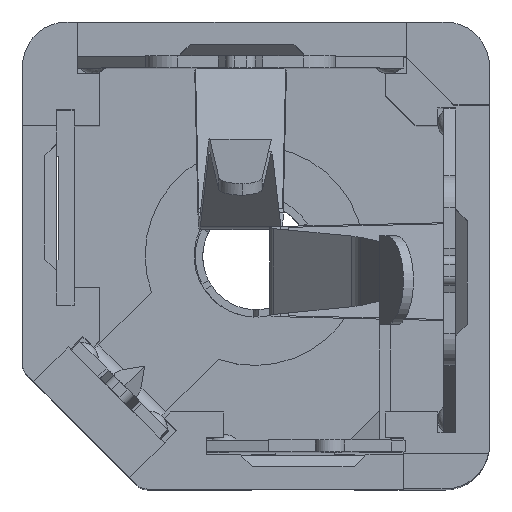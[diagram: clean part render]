
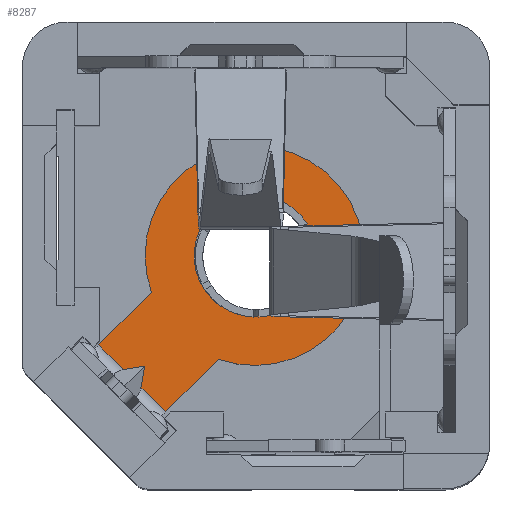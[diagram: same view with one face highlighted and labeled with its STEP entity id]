
A CAD part, top view. The second image highlights one B-rep face of the part: STEP entity #8287.
In plain terms, the highlighted planar face has unit normal (0, 0, 1).
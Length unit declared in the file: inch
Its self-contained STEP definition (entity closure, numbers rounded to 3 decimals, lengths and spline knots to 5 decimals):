
#8177=CARTESIAN_POINT('',(0.1622,-0.03418,0.09843));
#8178=VERTEX_POINT('',#8177);
#8185=CARTESIAN_POINT('',(0.13416,-0.039,0.09843));
#8186=VERTEX_POINT('',#8185);
#8187=CARTESIAN_POINT('',(0.13416,-0.039,0.09843));
#8188=DIRECTION('',(0.986,0.169,0.));
#8189=VECTOR('',#8188,0.02845);
#8190=LINE('',#8187,#8189);
#8191=EDGE_CURVE('',#8186,#8178,#8190,.T.);
#8209=CARTESIAN_POINT('',(0.15739,-0.06222,0.09843));
#8210=VERTEX_POINT('',#8209);
#8218=CARTESIAN_POINT('',(0.1622,-0.03418,0.09843));
#8219=DIRECTION('',(-0.169,-0.986,0.));
#8220=VECTOR('',#8219,0.02845);
#8221=LINE('',#8218,#8220);
#8222=EDGE_CURVE('',#8178,#8210,#8221,.T.);
#8228=CARTESIAN_POINT('',(0.1917,-0.00469,0.09843));
#8229=DIRECTION('',(0.0,0.0,1.0));
#8230=DIRECTION('',(-0.707,-0.707,0.0));
#8231=AXIS2_PLACEMENT_3D('',#8228,#8229,#8230);
#8232=PLANE('',#8231);
#8233=ORIENTED_EDGE('',*,*,#8191,.T.);
#8234=ORIENTED_EDGE('',*,*,#8222,.T.);
#8235=CARTESIAN_POINT('',(0.19032,-0.09515,0.09843));
#8236=VERTEX_POINT('',#8235);
#8237=CARTESIAN_POINT('',(0.19032,-0.09515,0.09843));
#8238=DIRECTION('',(-0.707,0.707,0.));
#8239=VECTOR('',#8238,0.04657);
#8240=LINE('',#8237,#8239);
#8241=EDGE_CURVE('',#8236,#8210,#8240,.T.);
#8242=ORIENTED_EDGE('',*,*,#8241,.F.);
#8243=CARTESIAN_POINT('',(0.2603,-0.02517,0.09843));
#8244=VERTEX_POINT('',#8243);
#8245=CARTESIAN_POINT('',(0.2603,-0.02517,0.09843));
#8246=DIRECTION('',(-0.707,-0.707,0.));
#8247=VECTOR('',#8246,0.09897);
#8248=LINE('',#8245,#8247);
#8249=EDGE_CURVE('',#8244,#8236,#8248,.T.);
#8250=ORIENTED_EDGE('',*,*,#8249,.F.);
#8251=CARTESIAN_POINT('',(0.17122,0.06392,0.09843));
#8252=VERTEX_POINT('',#8251);
#8253=CARTESIAN_POINT('',(0.30863,0.11225,0.09843));
#8254=DIRECTION('',(0.,0.,-1.0));
#8255=DIRECTION('',(-0.707,-0.707,0.));
#8256=AXIS2_PLACEMENT_3D('',#8253,#8254,#8255);
#8257=CIRCLE('',#8256,0.14567);
#8258=EDGE_CURVE('',#8252,#8244,#8257,.T.);
#8259=ORIENTED_EDGE('',*,*,#8258,.F.);
#8260=CARTESIAN_POINT('',(0.10123,-0.00607,0.09843));
#8261=VERTEX_POINT('',#8260);
#8262=CARTESIAN_POINT('',(0.10123,-0.00607,0.09843));
#8263=DIRECTION('',(0.707,0.707,0.));
#8264=VECTOR('',#8263,0.09897);
#8265=LINE('',#8262,#8264);
#8266=EDGE_CURVE('',#8261,#8252,#8265,.T.);
#8267=ORIENTED_EDGE('',*,*,#8266,.F.);
#8268=CARTESIAN_POINT('',(0.13416,-0.039,0.09843));
#8269=DIRECTION('',(-0.707,0.707,0.));
#8270=VECTOR('',#8269,0.04657);
#8271=LINE('',#8268,#8270);
#8272=EDGE_CURVE('',#8186,#8261,#8271,.T.);
#8273=ORIENTED_EDGE('',*,*,#8272,.F.);
#8274=EDGE_LOOP('',(#8233,#8234,#8242,#8250,#8259,#8267,#8273));
#8275=FACE_OUTER_BOUND('',#8274,.T.);
#8276=CARTESIAN_POINT('',(0.3657,0.16932,0.09843));
#8277=VERTEX_POINT('',#8276);
#8278=CARTESIAN_POINT('',(0.30863,0.11225,0.09843));
#8279=DIRECTION('',(0.,0.,-1.0));
#8280=DIRECTION('',(-0.707,-0.707,0.));
#8281=AXIS2_PLACEMENT_3D('',#8278,#8279,#8280);
#8282=CIRCLE('',#8281,0.08071);
#8283=EDGE_CURVE('',#8277,#8277,#8282,.T.);
#8284=ORIENTED_EDGE('',*,*,#8283,.T.);
#8285=EDGE_LOOP('',(#8284));
#8286=FACE_BOUND('',#8285,.T.);
#8287=ADVANCED_FACE('',(#8275,#8286),#8232,.T.);
